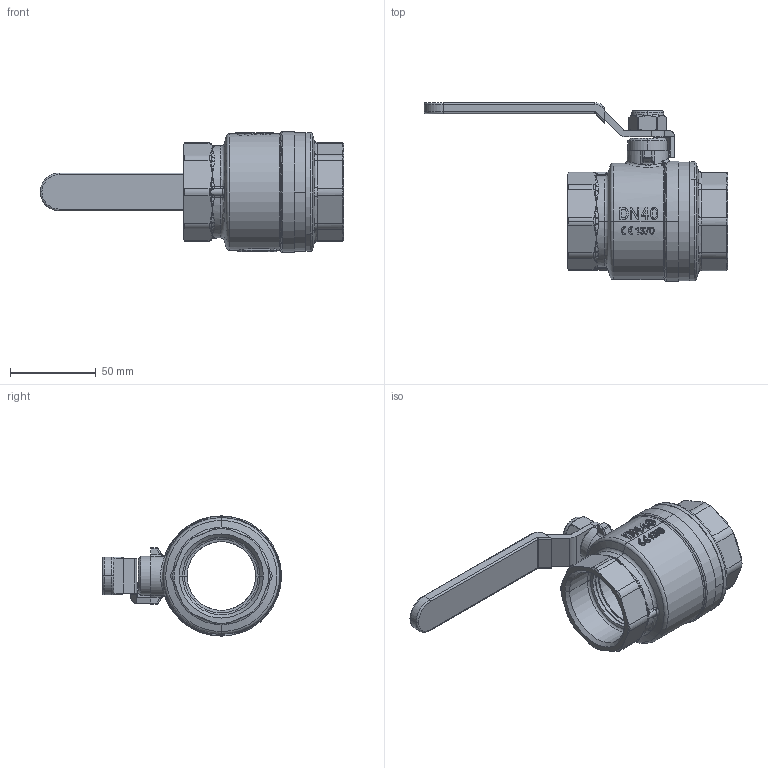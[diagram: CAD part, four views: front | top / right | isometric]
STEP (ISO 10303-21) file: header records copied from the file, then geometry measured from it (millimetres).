
FILE_DESCRIPTION (( 'STEP AP203' ), '1' );
FILE_NAME ('0811N408-surface.step', '2011-09-01T13:52:09', ( ' ' ), ( '' ), 'SwSTEP 2.0', 'SolidWorks 2011', '' );
FILE_SCHEMA (( 'CONFIG_CONTROL_DESIGN' ));
Length unit declared in the file: millimetre
Products named in the file (1): 0811N408-surface
Bounding box: 176.62 x 104.12 x 70 mm (x, y, z)
Surface area: 49259.9 mm2 (no closed solid volume)
Topology: 0 solids, 21 shells, 680 faces, 2183 edges, 1439 vertices
Faces by surface type: plane 219, bspline 193, cylinder 156, cone 58, torus 49, sphere 5
Entity records: 30077 total; most frequent: CARTESIAN_POINT 13398, ORIENTED_EDGE 3709, DIRECTION 2894, EDGE_CURVE 2131, VERTEX_POINT 1439, AXIS2_PLACEMENT_3D 1031, VECTOR 832, LINE 832
